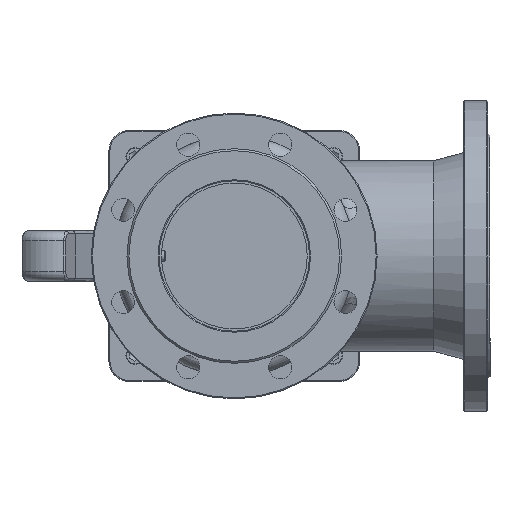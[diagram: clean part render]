
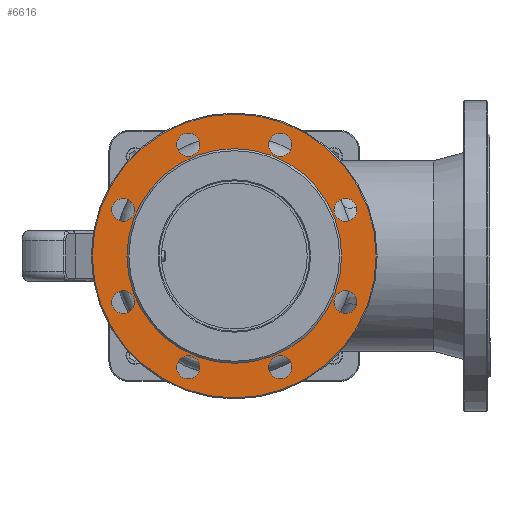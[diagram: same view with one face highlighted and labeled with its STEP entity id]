
A CAD part, front view. The second image highlights one B-rep face of the part: STEP entity #6616.
In plain terms, the highlighted planar face has unit normal (0, -1, 0).
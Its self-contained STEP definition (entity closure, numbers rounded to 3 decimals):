
#263=PLANE('',#7342);
#418=FACE_BOUND('',#2085,.T.);
#419=FACE_BOUND('',#2086,.T.);
#420=FACE_BOUND('',#2087,.T.);
#421=FACE_BOUND('',#2088,.T.);
#422=FACE_BOUND('',#2089,.T.);
#423=FACE_BOUND('',#2090,.T.);
#424=FACE_BOUND('',#2091,.T.);
#425=FACE_BOUND('',#2092,.T.);
#426=FACE_BOUND('',#2093,.T.);
#1637=FACE_OUTER_BOUND('',#2084,.T.);
#2084=EDGE_LOOP('',(#4976));
#2085=EDGE_LOOP('',(#4977));
#2086=EDGE_LOOP('',(#4978));
#2087=EDGE_LOOP('',(#4979));
#2088=EDGE_LOOP('',(#4980));
#2089=EDGE_LOOP('',(#4981));
#2090=EDGE_LOOP('',(#4982));
#2091=EDGE_LOOP('',(#4983));
#2092=EDGE_LOOP('',(#4984));
#2093=EDGE_LOOP('',(#4985));
#2510=CIRCLE('',#7340,107.);
#2512=CIRCLE('',#7343,141.5);
#2513=CIRCLE('',#7344,11.5);
#2514=CIRCLE('',#7345,11.5);
#2515=CIRCLE('',#7346,11.5);
#2516=CIRCLE('',#7347,11.5);
#2517=CIRCLE('',#7348,11.5);
#2518=CIRCLE('',#7349,11.5);
#2519=CIRCLE('',#7350,11.5);
#2520=CIRCLE('',#7351,11.5);
#3015=VERTEX_POINT('',#11749);
#3017=VERTEX_POINT('',#11755);
#3018=VERTEX_POINT('',#11757);
#3019=VERTEX_POINT('',#11759);
#3020=VERTEX_POINT('',#11761);
#3021=VERTEX_POINT('',#11763);
#3022=VERTEX_POINT('',#11765);
#3023=VERTEX_POINT('',#11767);
#3024=VERTEX_POINT('',#11769);
#3025=VERTEX_POINT('',#11771);
#3718=EDGE_CURVE('',#3015,#3015,#2510,.T.);
#3721=EDGE_CURVE('',#3017,#3017,#2512,.T.);
#3722=EDGE_CURVE('',#3018,#3018,#2513,.T.);
#3723=EDGE_CURVE('',#3019,#3019,#2514,.T.);
#3724=EDGE_CURVE('',#3020,#3020,#2515,.T.);
#3725=EDGE_CURVE('',#3021,#3021,#2516,.T.);
#3726=EDGE_CURVE('',#3022,#3022,#2517,.T.);
#3727=EDGE_CURVE('',#3023,#3023,#2518,.T.);
#3728=EDGE_CURVE('',#3024,#3024,#2519,.T.);
#3729=EDGE_CURVE('',#3025,#3025,#2520,.T.);
#4976=ORIENTED_EDGE('',*,*,#3721,.F.);
#4977=ORIENTED_EDGE('',*,*,#3722,.F.);
#4978=ORIENTED_EDGE('',*,*,#3723,.F.);
#4979=ORIENTED_EDGE('',*,*,#3724,.F.);
#4980=ORIENTED_EDGE('',*,*,#3725,.F.);
#4981=ORIENTED_EDGE('',*,*,#3726,.F.);
#4982=ORIENTED_EDGE('',*,*,#3727,.F.);
#4983=ORIENTED_EDGE('',*,*,#3728,.F.);
#4984=ORIENTED_EDGE('',*,*,#3729,.F.);
#4985=ORIENTED_EDGE('',*,*,#3718,.F.);
#6616=ADVANCED_FACE('',(#1637,#418,#419,#420,#421,#422,#423,#424,#425,#426),
#263,.F.);
#7340=AXIS2_PLACEMENT_3D('',#11750,#8518,#8519);
#7342=AXIS2_PLACEMENT_3D('',#11754,#8523,#8524);
#7343=AXIS2_PLACEMENT_3D('',#11756,#8525,#8526);
#7344=AXIS2_PLACEMENT_3D('',#11758,#8527,#8528);
#7345=AXIS2_PLACEMENT_3D('',#11760,#8529,#8530);
#7346=AXIS2_PLACEMENT_3D('',#11762,#8531,#8532);
#7347=AXIS2_PLACEMENT_3D('',#11764,#8533,#8534);
#7348=AXIS2_PLACEMENT_3D('',#11766,#8535,#8536);
#7349=AXIS2_PLACEMENT_3D('',#11768,#8537,#8538);
#7350=AXIS2_PLACEMENT_3D('',#11770,#8539,#8540);
#7351=AXIS2_PLACEMENT_3D('',#11772,#8541,#8542);
#8518=DIRECTION('center_axis',(0.,-1.,0.));
#8519=DIRECTION('ref_axis',(1.,0.,0.));
#8523=DIRECTION('center_axis',(0.,1.,0.));
#8524=DIRECTION('ref_axis',(0.,0.,1.));
#8525=DIRECTION('center_axis',(0.,1.,0.));
#8526=DIRECTION('ref_axis',(-1.,0.,0.));
#8527=DIRECTION('center_axis',(0.,-1.,0.));
#8528=DIRECTION('ref_axis',(-1.,0.,0.));
#8529=DIRECTION('center_axis',(0.,-1.,0.));
#8530=DIRECTION('ref_axis',(-1.,0.,0.));
#8531=DIRECTION('center_axis',(0.,-1.,0.));
#8532=DIRECTION('ref_axis',(-1.,0.,0.));
#8533=DIRECTION('center_axis',(0.,-1.,0.));
#8534=DIRECTION('ref_axis',(-1.,0.,0.));
#8535=DIRECTION('center_axis',(0.,-1.,0.));
#8536=DIRECTION('ref_axis',(-1.,0.,0.));
#8537=DIRECTION('center_axis',(0.,-1.,0.));
#8538=DIRECTION('ref_axis',(-1.,0.,0.));
#8539=DIRECTION('center_axis',(0.,-1.,0.));
#8540=DIRECTION('ref_axis',(-1.,0.,0.));
#8541=DIRECTION('center_axis',(0.,-1.,0.));
#8542=DIRECTION('ref_axis',(-1.,0.,0.));
#11749=CARTESIAN_POINT('',(-107.,2.,0.));
#11750=CARTESIAN_POINT('Origin',(0.,2.,0.));
#11754=CARTESIAN_POINT('Origin',(0.,2.,0.));
#11755=CARTESIAN_POINT('',(141.5,2.,0.));
#11756=CARTESIAN_POINT('Origin',(0.,2.,0.));
#11757=CARTESIAN_POINT('',(-34.422,2.,110.866));
#11758=CARTESIAN_POINT('Origin',(-45.922,2.,110.866));
#11759=CARTESIAN_POINT('',(-99.366,2.,45.922));
#11760=CARTESIAN_POINT('Origin',(-110.866,2.,45.922));
#11761=CARTESIAN_POINT('',(-99.366,2.,-45.922));
#11762=CARTESIAN_POINT('Origin',(-110.866,2.,-45.922));
#11763=CARTESIAN_POINT('',(-34.422,2.,-110.866));
#11764=CARTESIAN_POINT('Origin',(-45.922,2.,-110.866));
#11765=CARTESIAN_POINT('',(57.422,2.,-110.866));
#11766=CARTESIAN_POINT('Origin',(45.922,2.,-110.866));
#11767=CARTESIAN_POINT('',(122.366,2.,-45.922));
#11768=CARTESIAN_POINT('Origin',(110.866,2.,-45.922));
#11769=CARTESIAN_POINT('',(122.366,2.,45.922));
#11770=CARTESIAN_POINT('Origin',(110.866,2.,45.922));
#11771=CARTESIAN_POINT('',(57.422,2.,110.866));
#11772=CARTESIAN_POINT('Origin',(45.922,2.,110.866));
